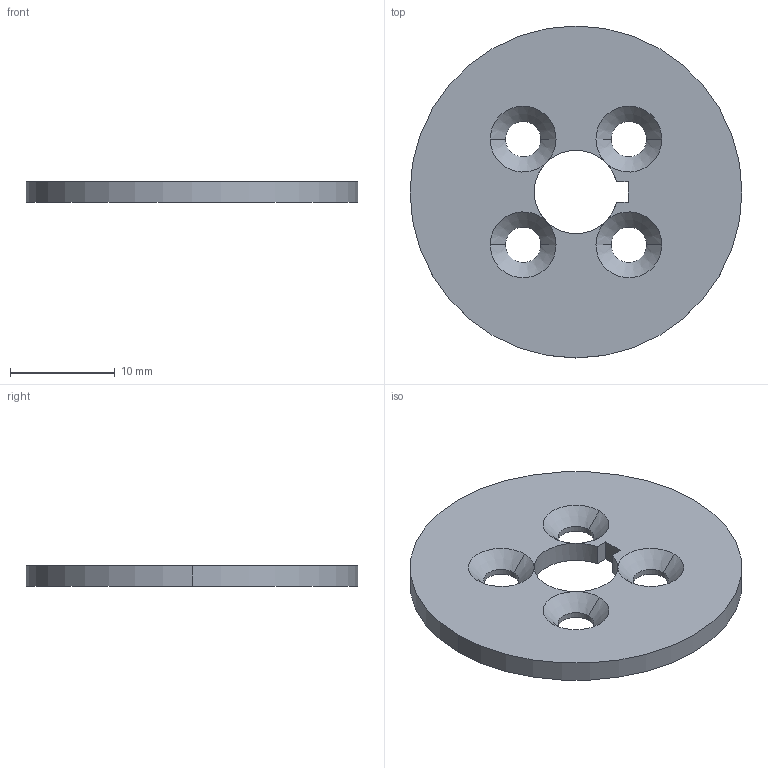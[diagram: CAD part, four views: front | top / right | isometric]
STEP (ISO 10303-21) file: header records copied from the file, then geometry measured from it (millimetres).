
FILE_DESCRIPTION (( 'STEP AP203' ), '1' );
FILE_NAME ('J3 spindle retainer.STEP', '2020-07-02T07:55:30', ( '' ), ( '' ), 'SwSTEP 2.0', 'SolidWorks 2016', '' );
FILE_SCHEMA (( 'CONFIG_CONTROL_DESIGN' ));
Length unit declared in the file: millimetre
Products named in the file (1): J3 spindle retainer
Bounding box: 31.75 x 31.75 x 2 mm (x, y, z)
Volume: 1348.4 mm3; surface area: 1720.5 mm2
Topology: 1 solids, 1 shells, 25 faces, 69 edges, 42 vertices
Faces by surface type: cylinder 12, cone 8, plane 5
Entity records: 904 total; most frequent: DIRECTION 161, ORIENTED_EDGE 138, CARTESIAN_POINT 137, EDGE_CURVE 69, AXIS2_PLACEMENT_3D 66, VERTEX_POINT 42, CIRCLE 40, EDGE_LOOP 31
